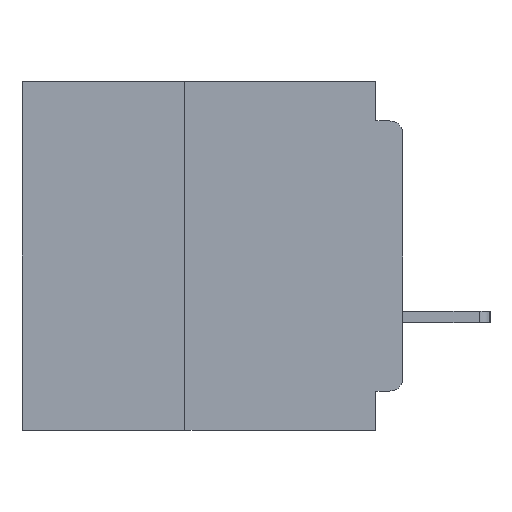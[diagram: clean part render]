
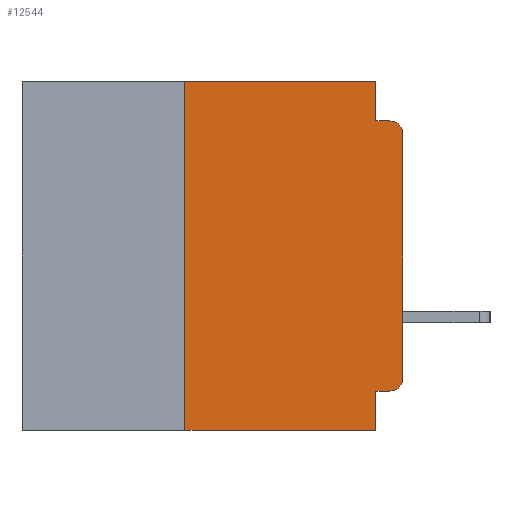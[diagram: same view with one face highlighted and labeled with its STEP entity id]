
A CAD part, left-side view. The second image highlights one B-rep face of the part: STEP entity #12544.
In plain terms, the highlighted planar face has unit normal (-1, 0, 0).
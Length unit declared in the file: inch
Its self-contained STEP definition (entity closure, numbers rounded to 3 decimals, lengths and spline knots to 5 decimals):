
#476 = CARTESIAN_POINT ( 'NONE',  ( 0., 0.015, -0.045 ) ) ;
#1012 = LINE ( 'NONE', #1990, #10828 ) ;
#1396 = AXIS2_PLACEMENT_3D ( 'NONE', #17945, #47061, #22116 ) ;
#1990 = CARTESIAN_POINT ( 'NONE',  ( 0., 0.031, 0. ) ) ;
#2720 = LINE ( 'NONE', #32004, #11216 ) ;
#2956 = VERTEX_POINT ( 'NONE', #31975 ) ;
#4188 = PLANE ( 'NONE',  #7483 ) ;
#4200 = CARTESIAN_POINT ( 'NONE',  ( 0., 0., -0.06 ) ) ;
#4316 = EDGE_CURVE ( 'NONE', #31804, #35056, #21298, .T. ) ;
#5037 = EDGE_CURVE ( 'NONE', #2956, #31804, #5589, .T. ) ;
#5589 = LINE ( 'NONE', #41740, #16645 ) ;
#6865 = ORIENTED_EDGE ( 'NONE', *, *, #35060, .F. ) ;
#7483 = AXIS2_PLACEMENT_3D ( 'NONE', #33357, #37546, #12571 ) ;
#7977 = LINE ( 'NONE', #31962, #39954 ) ;
#9392 = VERTEX_POINT ( 'NONE', #15649 ) ;
#10170 = EDGE_CURVE ( 'NONE', #11625, #15597, #40421, .T. ) ;
#10828 = VECTOR ( 'NONE', #14559, 39.37008 ) ;
#11216 = VECTOR ( 'NONE', #48757, 39.37008 ) ;
#11625 = VERTEX_POINT ( 'NONE', #31625 ) ;
#11671 = CARTESIAN_POINT ( 'NONE',  ( 0., 0.437, -0.4 ) ) ;
#12076 = FACE_OUTER_BOUND ( 'NONE', #41023, .T. ) ;
#12096 = ORIENTED_EDGE ( 'NONE', *, *, #10170, .F. ) ;
#12493 = CARTESIAN_POINT ( 'NONE',  ( 0., 0.25, -0.4 ) ) ;
#12544 = ADVANCED_FACE ( 'NONE', ( #12076 ), #4188, .F. ) ;
#12571 = DIRECTION ( 'NONE',  ( 0., 0., -1. ) ) ;
#14559 = DIRECTION ( 'NONE',  ( 0., 0., -1. ) ) ;
#15597 = VERTEX_POINT ( 'NONE', #37895 ) ;
#15649 = CARTESIAN_POINT ( 'NONE',  ( 0., 0.015, -0.355 ) ) ;
#15836 = DIRECTION ( 'NONE',  ( 0., -1., 0. ) ) ;
#16645 = VECTOR ( 'NONE', #40971, 39.37008 ) ;
#16732 = CARTESIAN_POINT ( 'NONE',  ( 0., 0.031, -0.045 ) ) ;
#17205 = VERTEX_POINT ( 'NONE', #28411 ) ;
#17316 = ORIENTED_EDGE ( 'NONE', *, *, #24070, .F. ) ;
#17945 = CARTESIAN_POINT ( 'NONE',  ( 0., 0.015, -0.34 ) ) ;
#20013 = EDGE_CURVE ( 'NONE', #30075, #35056, #2720, .T. ) ;
#21233 = ORIENTED_EDGE ( 'NONE', *, *, #5037, .T. ) ;
#21248 = CARTESIAN_POINT ( 'NONE',  ( 0., 0., -0.355 ) ) ;
#21298 = CIRCLE ( 'NONE', #30258, 0.015 ) ;
#22116 = DIRECTION ( 'NONE',  ( 0., 0., -1. ) ) ;
#23789 = ORIENTED_EDGE ( 'NONE', *, *, #44426, .T. ) ;
#24070 = EDGE_CURVE ( 'NONE', #45802, #30075, #1012, .T. ) ;
#26854 = CIRCLE ( 'NONE', #1396, 0.015 ) ;
#27607 = EDGE_CURVE ( 'NONE', #15597, #45802, #7977, .T. ) ;
#28411 = CARTESIAN_POINT ( 'NONE',  ( 0., 0.031, -0.355 ) ) ;
#29032 = ORIENTED_EDGE ( 'NONE', *, *, #50302, .F. ) ;
#30075 = VERTEX_POINT ( 'NONE', #16732 ) ;
#30258 = AXIS2_PLACEMENT_3D ( 'NONE', #49508, #49442, #49264 ) ;
#31051 = ORIENTED_EDGE ( 'NONE', *, *, #20013, .F. ) ;
#31324 = LINE ( 'NONE', #32865, #52179 ) ;
#31625 = CARTESIAN_POINT ( 'NONE',  ( 0., 0.25, -0.4 ) ) ;
#31630 = LINE ( 'NONE', #11671, #52503 ) ;
#31804 = VERTEX_POINT ( 'NONE', #4200 ) ;
#31962 = CARTESIAN_POINT ( 'NONE',  ( 0., 0.437, 0. ) ) ;
#31975 = CARTESIAN_POINT ( 'NONE',  ( 0., 0., -0.34 ) ) ;
#32004 = CARTESIAN_POINT ( 'NONE',  ( 0., 0., -0.045 ) ) ;
#32865 = CARTESIAN_POINT ( 'NONE',  ( 0., 0.031, -0.4 ) ) ;
#33357 = CARTESIAN_POINT ( 'NONE',  ( 0., 0.437, 0. ) ) ;
#35056 = VERTEX_POINT ( 'NONE', #476 ) ;
#35060 = EDGE_CURVE ( 'NONE', #9392, #17205, #53050, .T. ) ;
#35917 = CARTESIAN_POINT ( 'NONE',  ( 0., 0.031, 0. ) ) ;
#37039 = DIRECTION ( 'NONE',  ( 0., 0., -1. ) ) ;
#37546 = DIRECTION ( 'NONE',  ( 1., 0., 0. ) ) ;
#37895 = CARTESIAN_POINT ( 'NONE',  ( 0., 0.25, 0. ) ) ;
#39954 = VECTOR ( 'NONE', #52745, 39.37008 ) ;
#40421 = LINE ( 'NONE', #12493, #52823 ) ;
#40971 = DIRECTION ( 'NONE',  ( 0., 0., 1. ) ) ;
#41023 = EDGE_LOOP ( 'NONE', ( #21233, #42089, #31051, #17316, #45301, #12096, #53839, #29032, #6865, #23789 ) ) ;
#41641 = DIRECTION ( 'NONE',  ( 0., 0., 1. ) ) ;
#41740 = CARTESIAN_POINT ( 'NONE',  ( 0., 0., 0. ) ) ;
#41828 = VERTEX_POINT ( 'NONE', #47265 ) ;
#41936 = VECTOR ( 'NONE', #42197, 39.37008 ) ;
#42089 = ORIENTED_EDGE ( 'NONE', *, *, #4316, .T. ) ;
#42197 = DIRECTION ( 'NONE',  ( 0., 1., 0. ) ) ;
#44426 = EDGE_CURVE ( 'NONE', #9392, #2956, #26854, .T. ) ;
#45301 = ORIENTED_EDGE ( 'NONE', *, *, #27607, .F. ) ;
#45802 = VERTEX_POINT ( 'NONE', #35917 ) ;
#47061 = DIRECTION ( 'NONE',  ( -1., 0., 0. ) ) ;
#47265 = CARTESIAN_POINT ( 'NONE',  ( 0., 0.031, -0.4 ) ) ;
#48757 = DIRECTION ( 'NONE',  ( 0., -1., 0. ) ) ;
#49264 = DIRECTION ( 'NONE',  ( 0., 0., -1. ) ) ;
#49442 = DIRECTION ( 'NONE',  ( -1., 0., 0. ) ) ;
#49508 = CARTESIAN_POINT ( 'NONE',  ( 0., 0.015, -0.06 ) ) ;
#50302 = EDGE_CURVE ( 'NONE', #17205, #41828, #31324, .T. ) ;
#52179 = VECTOR ( 'NONE', #37039, 39.37008 ) ;
#52503 = VECTOR ( 'NONE', #15836, 39.37008 ) ;
#52745 = DIRECTION ( 'NONE',  ( 0., -1., 0. ) ) ;
#52823 = VECTOR ( 'NONE', #41641, 39.37008 ) ;
#53050 = LINE ( 'NONE', #21248, #41936 ) ;
#53090 = EDGE_CURVE ( 'NONE', #11625, #41828, #31630, .T. ) ;
#53839 = ORIENTED_EDGE ( 'NONE', *, *, #53090, .T. ) ;
